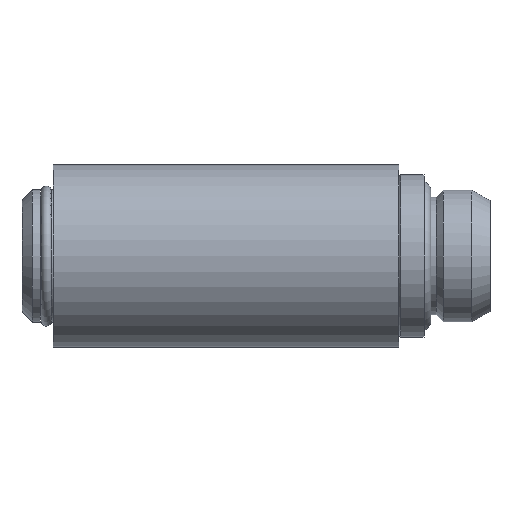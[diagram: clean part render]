
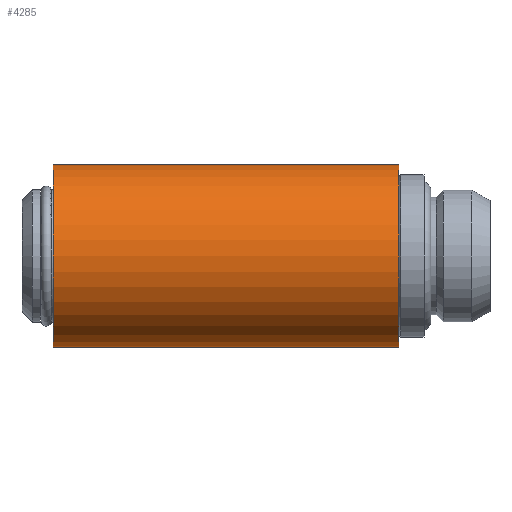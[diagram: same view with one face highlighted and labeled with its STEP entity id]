
A CAD part, left-side view. The second image highlights one B-rep face of the part: STEP entity #4285.
In plain terms, the highlighted cylindrical face has radius 9 mm (diameter 18 mm), a partial arc.
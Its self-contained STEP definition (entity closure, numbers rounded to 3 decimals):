
#2881 = DIRECTION ( 'NONE',  ( 0., 1., 0. ) ) ;
#3192 = CARTESIAN_POINT ( 'NONE',  ( 0., 43., -9. ) ) ;
#3196 = DIRECTION ( 'NONE',  ( 0., -1., 0. ) ) ;
#3197 = CARTESIAN_POINT ( 'NONE',  ( 0., 9., 0. ) ) ;
#3198 = AXIS2_PLACEMENT_3D ( 'NONE', #3197, #3196, #3206 ) ;
#3202 = CIRCLE ( 'NONE', #3198, 9. ) ;
#3203 = DIRECTION ( 'NONE',  ( 0., 1., 0. ) ) ;
#3204 = VECTOR ( 'NONE', #3203, 1000. ) ;
#3206 = DIRECTION ( 'NONE',  ( 0., 0., -1. ) ) ;
#3210 = FACE_OUTER_BOUND ( 'NONE', #4292, .T. ) ;
#3211 = DIRECTION ( 'NONE',  ( 0., 0., 1. ) ) ;
#3212 = DIRECTION ( 'NONE',  ( 0., 1., 0. ) ) ;
#3213 = CARTESIAN_POINT ( 'NONE',  ( 0., 31.086, 0. ) ) ;
#3214 = AXIS2_PLACEMENT_3D ( 'NONE', #3213, #3212, #3211 ) ;
#3215 = CYLINDRICAL_SURFACE ( 'NONE', #3214, 9. ) ;
#3219 = CARTESIAN_POINT ( 'NONE',  ( 0., 31.086, -9. ) ) ;
#3220 = LINE ( 'NONE', #3219, #3204 ) ;
#3273 = CARTESIAN_POINT ( 'NONE',  ( 0., 43., 0. ) ) ;
#3275 = DIRECTION ( 'NONE',  ( 0., 1., 0. ) ) ;
#3281 = AXIS2_PLACEMENT_3D ( 'NONE', #3273, #3275, #3289 ) ;
#3282 = CIRCLE ( 'NONE', #3281, 9. ) ;
#3289 = DIRECTION ( 'NONE',  ( 0., 0., 1. ) ) ;
#3484 = CARTESIAN_POINT ( 'NONE',  ( 0., 43., 9. ) ) ;
#3486 = VECTOR ( 'NONE', #2881, 1000. ) ;
#3487 = CARTESIAN_POINT ( 'NONE',  ( 0., 31.086, 9. ) ) ;
#3488 = LINE ( 'NONE', #3487, #3486 ) ;
#3490 = CARTESIAN_POINT ( 'NONE',  ( 0., 9., -9. ) ) ;
#3502 = CARTESIAN_POINT ( 'NONE',  ( 0., 9., 9. ) ) ;
#3737 = ORIENTED_EDGE ( 'NONE', *, *, #4334, .F. ) ;
#4258 = VERTEX_POINT ( 'NONE', #3484 ) ;
#4263 = VERTEX_POINT ( 'NONE', #3490 ) ;
#4268 = VERTEX_POINT ( 'NONE', #3502 ) ;
#4270 = EDGE_CURVE ( 'NONE', #4268, #4258, #3488, .T. ) ;
#4279 = EDGE_CURVE ( 'NONE', #4263, #4282, #3220, .T. ) ;
#4282 = VERTEX_POINT ( 'NONE', #3192 ) ;
#4284 = ORIENTED_EDGE ( 'NONE', *, *, #4279, .F. ) ;
#4285 = ADVANCED_FACE ( 'NONE', ( #3210 ), #3215, .T. ) ;
#4292 = EDGE_LOOP ( 'NONE', ( #4284, #4337, #4338, #3737 ) ) ;
#4293 = EDGE_CURVE ( 'NONE', #4268, #4263, #3202, .T. ) ;
#4334 = EDGE_CURVE ( 'NONE', #4282, #4258, #3282, .T. ) ;
#4337 = ORIENTED_EDGE ( 'NONE', *, *, #4293, .F. ) ;
#4338 = ORIENTED_EDGE ( 'NONE', *, *, #4270, .T. ) ;
